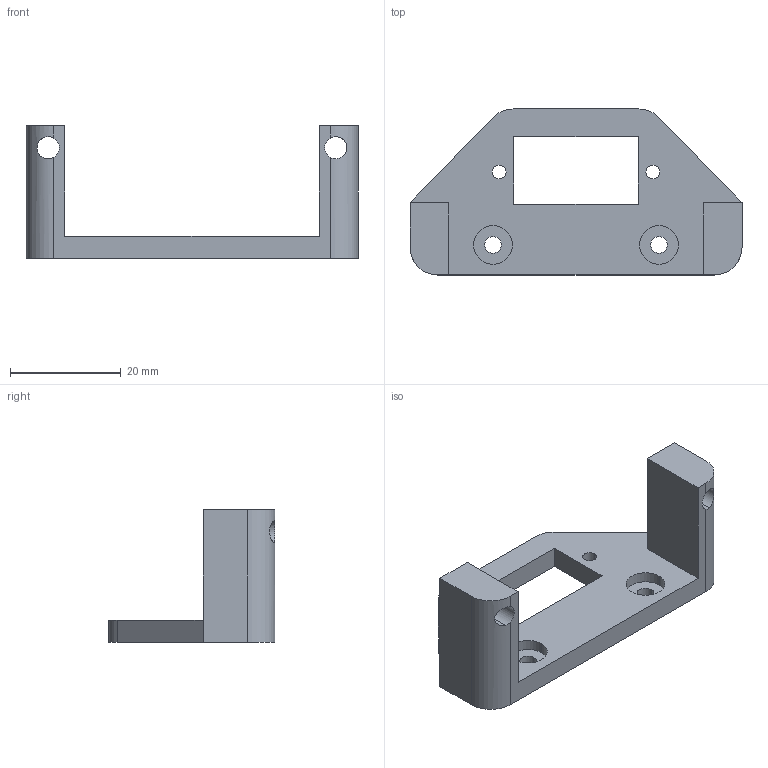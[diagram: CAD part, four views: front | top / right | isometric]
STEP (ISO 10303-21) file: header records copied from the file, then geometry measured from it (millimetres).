
FILE_DESCRIPTION (( 'STEP AP203' ), '1' );
FILE_NAME ('servoholder2_默认_sldprt.STEP', '2022-12-01T14:36:11', ( '' ), ( '' ), 'SwSTEP 2.0', 'SolidWorks 2021', '' );
FILE_SCHEMA (( 'CONFIG_CONTROL_DESIGN' ));
Length unit declared in the file: millimetre
Products named in the file (1): servoholder2_默认_sldprt
Bounding box: 60 x 30 x 24 mm (x, y, z)
Volume: 7814.9 mm3; surface area: 5288.8 mm2
Topology: 1 solids, 1 shells, 40 faces, 112 edges, 74 vertices
Faces by surface type: cylinder 20, plane 20
Entity records: 1465 total; most frequent: CARTESIAN_POINT 301, DIRECTION 226, ORIENTED_EDGE 224, EDGE_CURVE 112, AXIS2_PLACEMENT_3D 79, VERTEX_POINT 74, VECTOR 68, LINE 68
